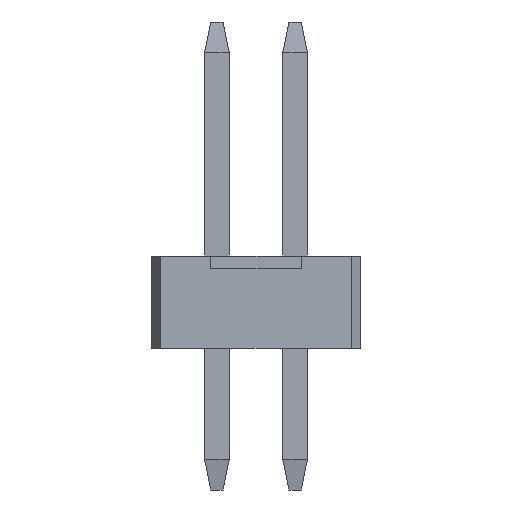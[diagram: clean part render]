
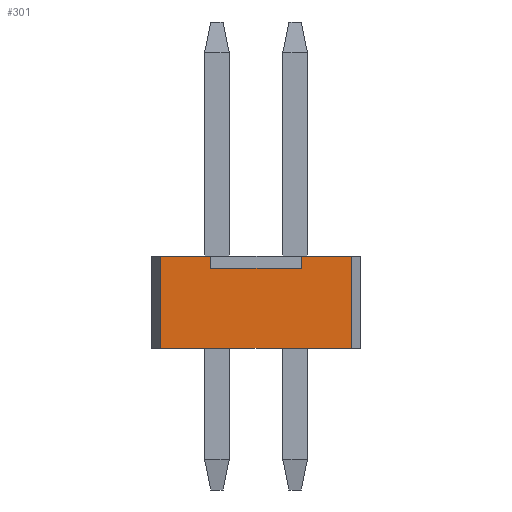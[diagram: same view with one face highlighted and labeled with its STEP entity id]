
A CAD part, left-side view. The second image highlights one B-rep face of the part: STEP entity #301.
In plain terms, the highlighted planar face has unit normal (-1, 0, 0).
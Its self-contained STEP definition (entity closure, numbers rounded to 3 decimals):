
#26 = ORIENTED_EDGE ( 'NONE', *, *, #332, .T. ) ;
#38 = DIRECTION ( 'NONE',  ( 0., 1., 0. ) ) ;
#45 = VECTOR ( 'NONE', #254, 1000. ) ;
#88 = CARTESIAN_POINT ( 'NONE',  ( -1.27, -0.735, -0.75 ) ) ;
#193 = VERTEX_POINT ( 'NONE', #690 ) ;
#203 = VERTEX_POINT ( 'NONE', #1709 ) ;
#209 = EDGE_CURVE ( 'NONE', #1167, #203, #1165, .T. ) ;
#252 = LINE ( 'NONE', #2095, #1164 ) ;
#254 = DIRECTION ( 'NONE',  ( 0., 0., -1. ) ) ;
#301 = ADVANCED_FACE ( 'NONE', ( #1944 ), #857, .T. ) ;
#326 = CARTESIAN_POINT ( 'NONE',  ( -1.27, 1.55, -3.897 ) ) ;
#332 = EDGE_CURVE ( 'NONE', #1536, #1167, #1997, .T. ) ;
#334 = VECTOR ( 'NONE', #1005, 1000. ) ;
#357 = LINE ( 'NONE', #598, #1264 ) ;
#392 = CARTESIAN_POINT ( 'NONE',  ( -1.27, -1.55, -0.75 ) ) ;
#406 = CARTESIAN_POINT ( 'NONE',  ( -1.27, -1.55, 0.75 ) ) ;
#471 = CARTESIAN_POINT ( 'NONE',  ( -1.27, -1.7, -0.75 ) ) ;
#531 = VERTEX_POINT ( 'NONE', #812 ) ;
#591 = CARTESIAN_POINT ( 'NONE',  ( -1.27, -0.735, 0.55 ) ) ;
#598 = CARTESIAN_POINT ( 'NONE',  ( -1.27, -1.7, 0.75 ) ) ;
#654 = DIRECTION ( 'NONE',  ( 0., 1., 0. ) ) ;
#663 = DIRECTION ( 'NONE',  ( 0., 0., 1. ) ) ;
#690 = CARTESIAN_POINT ( 'NONE',  ( -1.27, -0.735, 0.75 ) ) ;
#715 = VECTOR ( 'NONE', #654, 1000. ) ;
#721 = EDGE_CURVE ( 'NONE', #193, #1536, #1452, .T. ) ;
#768 = ORIENTED_EDGE ( 'NONE', *, *, #721, .T. ) ;
#775 = ORIENTED_EDGE ( 'NONE', *, *, #851, .F. ) ;
#793 = DIRECTION ( 'NONE',  ( 0., 1., 0. ) ) ;
#812 = CARTESIAN_POINT ( 'NONE',  ( -1.27, 1.55, -0.75 ) ) ;
#833 = EDGE_LOOP ( 'NONE', ( #1298, #775, #2143, #768, #26, #2039, #1543, #1567 ) ) ;
#835 = CARTESIAN_POINT ( 'NONE',  ( -1.27, -1.55, -3.897 ) ) ;
#851 = EDGE_CURVE ( 'NONE', #1901, #1798, #1303, .T. ) ;
#857 = PLANE ( 'NONE',  #1720 ) ;
#871 = CARTESIAN_POINT ( 'NONE',  ( -1.27, 0.735, -0.75 ) ) ;
#1005 = DIRECTION ( 'NONE',  ( 0., 0., -1. ) ) ;
#1047 = DIRECTION ( 'NONE',  ( 0., 0., 1. ) ) ;
#1164 = VECTOR ( 'NONE', #38, 1000. ) ;
#1165 = LINE ( 'NONE', #871, #1547 ) ;
#1167 = VERTEX_POINT ( 'NONE', #2116 ) ;
#1183 = VERTEX_POINT ( 'NONE', #1607 ) ;
#1188 = EDGE_CURVE ( 'NONE', #1901, #193, #357, .T. ) ;
#1213 = LINE ( 'NONE', #326, #2035 ) ;
#1214 = LINE ( 'NONE', #1274, #1269 ) ;
#1264 = VECTOR ( 'NONE', #793, 1000. ) ;
#1269 = VECTOR ( 'NONE', #1427, 1000. ) ;
#1274 = CARTESIAN_POINT ( 'NONE',  ( -1.27, -1.7, 0.75 ) ) ;
#1298 = ORIENTED_EDGE ( 'NONE', *, *, #1696, .F. ) ;
#1303 = LINE ( 'NONE', #835, #334 ) ;
#1427 = DIRECTION ( 'NONE',  ( 0., 1., 0. ) ) ;
#1452 = LINE ( 'NONE', #88, #45 ) ;
#1536 = VERTEX_POINT ( 'NONE', #591 ) ;
#1543 = ORIENTED_EDGE ( 'NONE', *, *, #1629, .T. ) ;
#1547 = VECTOR ( 'NONE', #1047, 1000. ) ;
#1567 = ORIENTED_EDGE ( 'NONE', *, *, #2141, .F. ) ;
#1607 = CARTESIAN_POINT ( 'NONE',  ( -1.27, 1.55, 0.75 ) ) ;
#1629 = EDGE_CURVE ( 'NONE', #203, #1183, #1214, .T. ) ;
#1671 = CARTESIAN_POINT ( 'NONE',  ( -1.27, 0., 0.55 ) ) ;
#1683 = DIRECTION ( 'NONE',  ( -1., 0., 0. ) ) ;
#1696 = EDGE_CURVE ( 'NONE', #1798, #531, #252, .T. ) ;
#1709 = CARTESIAN_POINT ( 'NONE',  ( -1.27, 0.735, 0.75 ) ) ;
#1720 = AXIS2_PLACEMENT_3D ( 'NONE', #471, #1683, #663 ) ;
#1798 = VERTEX_POINT ( 'NONE', #392 ) ;
#1883 = DIRECTION ( 'NONE',  ( 0., 0., 1. ) ) ;
#1901 = VERTEX_POINT ( 'NONE', #406 ) ;
#1944 = FACE_OUTER_BOUND ( 'NONE', #833, .T. ) ;
#1997 = LINE ( 'NONE', #1671, #715 ) ;
#2035 = VECTOR ( 'NONE', #1883, 1000. ) ;
#2039 = ORIENTED_EDGE ( 'NONE', *, *, #209, .T. ) ;
#2095 = CARTESIAN_POINT ( 'NONE',  ( -1.27, -1.7, -0.75 ) ) ;
#2116 = CARTESIAN_POINT ( 'NONE',  ( -1.27, 0.735, 0.55 ) ) ;
#2141 = EDGE_CURVE ( 'NONE', #531, #1183, #1213, .T. ) ;
#2143 = ORIENTED_EDGE ( 'NONE', *, *, #1188, .T. ) ;
